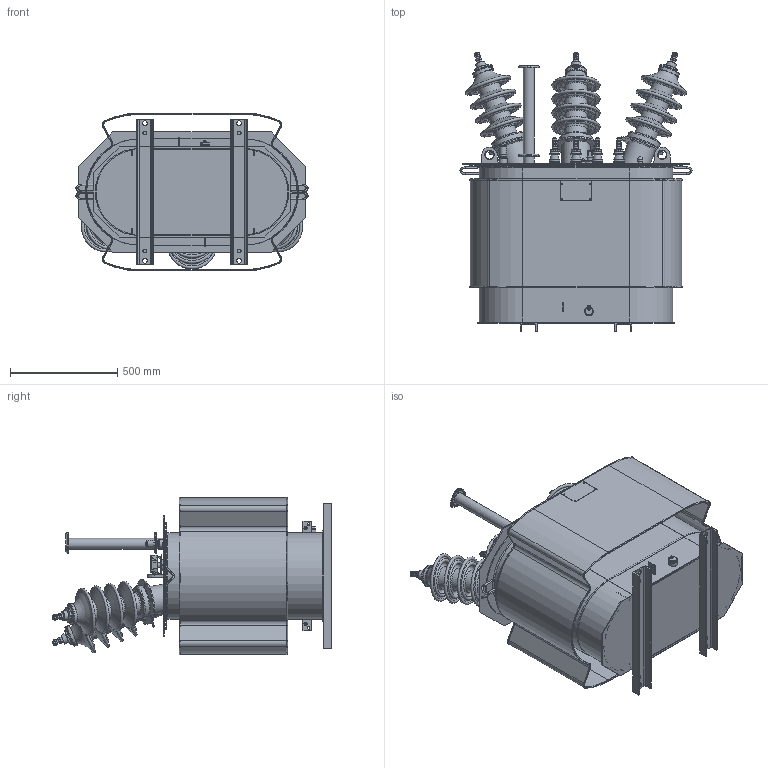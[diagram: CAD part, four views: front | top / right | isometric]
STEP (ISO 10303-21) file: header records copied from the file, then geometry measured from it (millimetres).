
FILE_DESCRIPTION(/* description */ (''),/* implementation_level */ '2;1');
FILE_NAME(/* name */ '!!!Транс ТМГ25-27,5_Shrinkwrap_1.stp',/* time_stamp */ '2019-05-14T13:29:46+03:00',/* author */ ('54405'),/* organization */ (''),/* preprocessor_version */ 'ST-DEVELOPER v15.2',/* originating_system */ 'Autodesk Inventor 2014',/* authorisation */ '');
FILE_SCHEMA (('AUTOMOTIVE_DESIGN { 1 0 10303 214 3 1 1 }'));
Products named in the file (1): !!!Транс ТМГ25
-35_Shrinkwrap_1
Bounding box: 1082.99 x 1303.17 x 736 mm (x, y, z)
Volume: 25917332.8 mm3; surface area: 9999828.4 mm2
Topology: 36 solids, 50 shells, 2607 faces, 6381 edges, 4101 vertices
Faces by surface type: plane 1315, cylinder 476, bspline 405, torus 226, cone 157, sphere 28
Full cylindrical faces by diameter (mm): 1.827 x2, 3.1 x2, 3.8 x4, 4 x2, 4.134 x1, 4.917 x2, 4.95 x1, 5 x1, 5.5 x1, 6 x15, 6.2 x5, 6.5 x1, 7.1 x2, 7.5 x1, 8 x8, 8.5 x6, 9 x6, 10 x3, 10.71 x4, 12 x16, 12.5 x4, 13 x22, 13.9 x1, 14 x1, 14.1 x2, 14.2 x2, 15 x7, 15.6 x1, 16 x18, 16.1 x1
Entity records: 82165 total; most frequent: CARTESIAN_POINT 23657, ORIENTED_EDGE 11328, DIRECTION 10198, EDGE_CURVE 5669, VERTEX_POINT 3996, EDGE_LOOP 3661, AXIS2_PLACEMENT_3D 3584, LINE 3030
